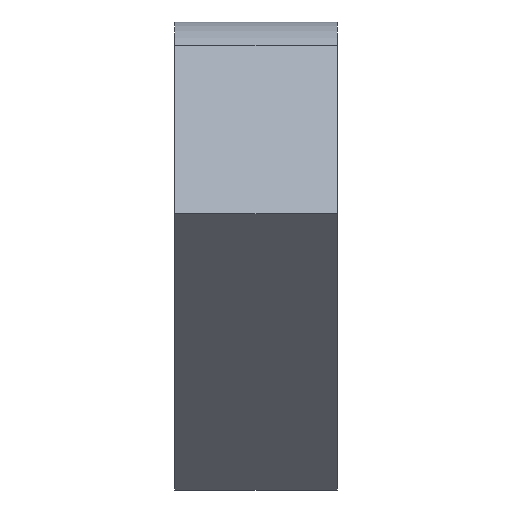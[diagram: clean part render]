
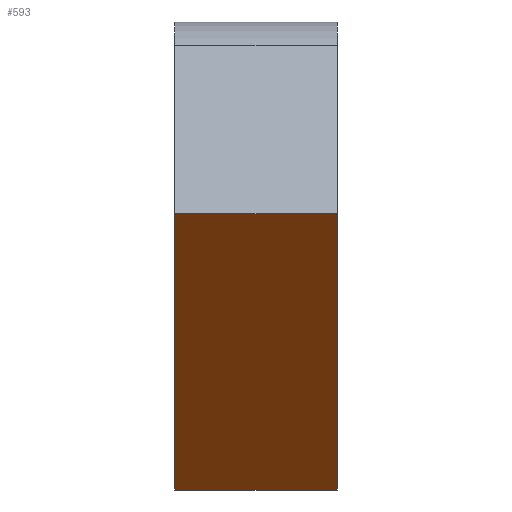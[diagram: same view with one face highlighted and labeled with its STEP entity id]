
A CAD part, front view. The second image highlights one B-rep face of the part: STEP entity #593.
In plain terms, the highlighted planar face has unit normal (0, -0.707, -0.707).
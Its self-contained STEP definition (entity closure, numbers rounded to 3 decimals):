
#43=PLANE('',#666);
#72=FACE_OUTER_BOUND('',#103,.T.);
#103=EDGE_LOOP('',(#508,#509,#510,#511));
#146=LINE('',#900,#203);
#149=LINE('',#910,#206);
#172=LINE('',#987,#229);
#173=LINE('',#989,#230);
#203=VECTOR('',#723,10.);
#206=VECTOR('',#734,10.);
#229=VECTOR('',#819,10.);
#230=VECTOR('',#822,10.);
#284=VERTEX_POINT('',#897);
#285=VERTEX_POINT('',#899);
#288=VERTEX_POINT('',#909);
#311=VERTEX_POINT('',#985);
#344=EDGE_CURVE('',#284,#285,#146,.T.);
#349=EDGE_CURVE('',#285,#288,#149,.T.);
#388=EDGE_CURVE('',#284,#311,#172,.T.);
#389=EDGE_CURVE('',#288,#311,#173,.T.);
#508=ORIENTED_EDGE('',*,*,#388,.T.);
#509=ORIENTED_EDGE('',*,*,#389,.F.);
#510=ORIENTED_EDGE('',*,*,#349,.F.);
#511=ORIENTED_EDGE('',*,*,#344,.F.);
#593=ADVANCED_FACE('',(#72),#43,.T.);
#666=AXIS2_PLACEMENT_3D('',#988,#820,#821);
#723=DIRECTION('',(0.,-0.707,0.707));
#734=DIRECTION('',(1.,0.,0.));
#819=DIRECTION('',(1.,0.,0.));
#820=DIRECTION('center_axis',(0.,-0.707,-0.707));
#821=DIRECTION('ref_axis',(0.,0.707,-0.707));
#822=DIRECTION('',(0.,0.707,-0.707));
#897=CARTESIAN_POINT('',(-10.,1.414,-32.527));
#899=CARTESIAN_POINT('',(-10.,-32.527,1.414));
#900=CARTESIAN_POINT('',(-10.,-32.527,1.414));
#909=CARTESIAN_POINT('',(10.,-32.527,1.414));
#910=CARTESIAN_POINT('',(0.,-32.527,1.414));
#985=CARTESIAN_POINT('',(10.,1.414,-32.527));
#987=CARTESIAN_POINT('',(0.,1.414,-32.527));
#988=CARTESIAN_POINT('Origin',(0.,-32.527,1.414));
#989=CARTESIAN_POINT('',(10.,-32.527,1.414));
